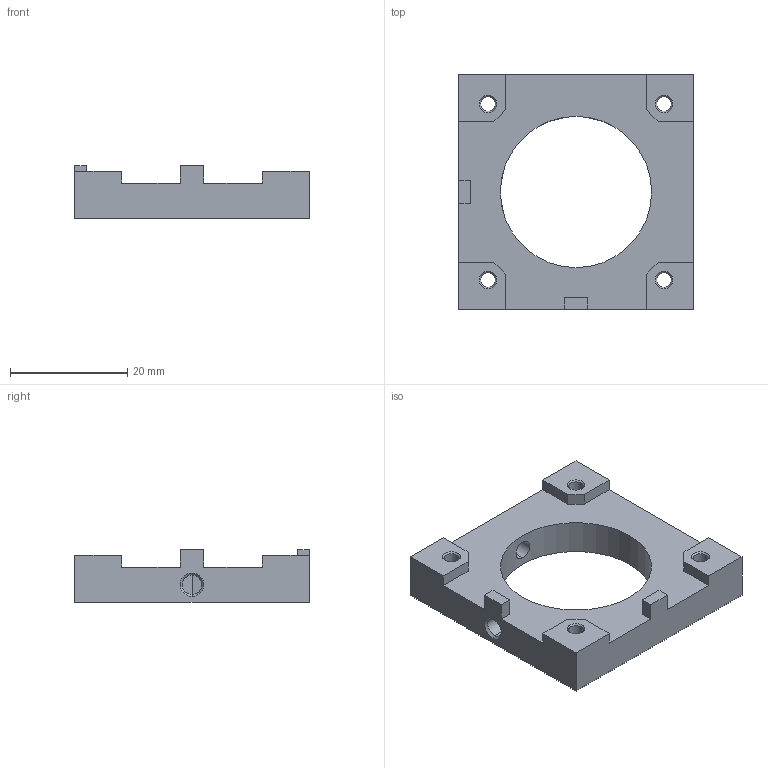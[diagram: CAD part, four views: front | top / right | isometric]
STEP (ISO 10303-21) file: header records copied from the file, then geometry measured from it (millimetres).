
FILE_DESCRIPTION (( 'STEP AP214' ), '1' );
FILE_NAME ('FAB-CH001 - Camera Holder.STEP', '2018-04-17T10:09:24', ( '' ), ( '' ), 'SwSTEP 2.0', 'SolidWorks 2016', '' );
FILE_SCHEMA (( 'AUTOMOTIVE_DESIGN' ));
Length unit declared in the file: millimetre
Products named in the file (1): FAB-CH001 - Camera Holder
Bounding box: 40 x 40 x 9 mm (x, y, z)
Volume: 6735.3 mm3; surface area: 4240.2 mm2
Topology: 1 solids, 1 shells, 56 faces, 151 edges, 96 vertices
Faces by surface type: plane 30, cylinder 14, cone 12
Entity records: 2033 total; most frequent: CARTESIAN_POINT 412, ORIENTED_EDGE 302, DIRECTION 297, EDGE_CURVE 151, LINE 111, VECTOR 111, VERTEX_POINT 96, AXIS2_PLACEMENT_3D 93
